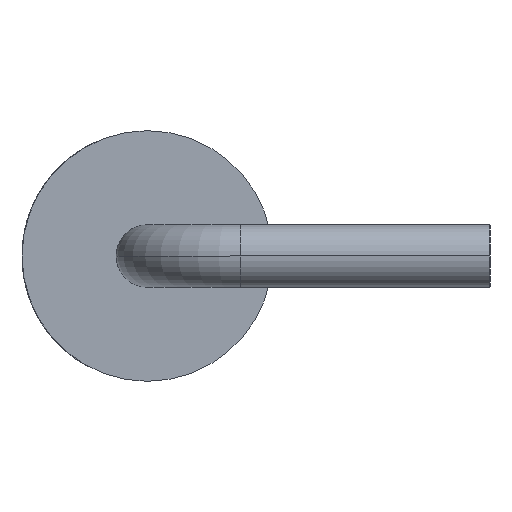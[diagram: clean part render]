
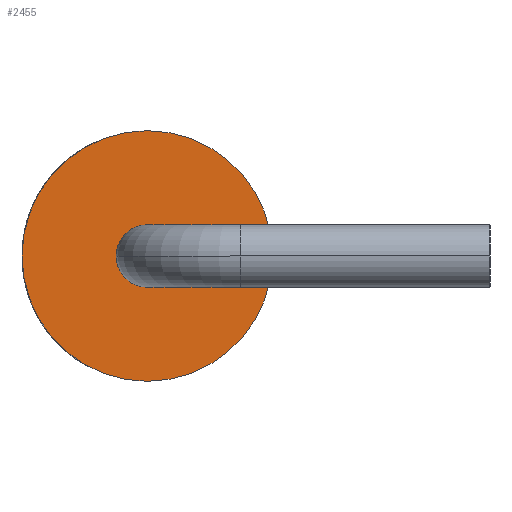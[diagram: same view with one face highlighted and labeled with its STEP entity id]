
A CAD part, left-side view. The second image highlights one B-rep face of the part: STEP entity #2455.
In plain terms, the highlighted planar face has unit normal (-1, 0, 0).
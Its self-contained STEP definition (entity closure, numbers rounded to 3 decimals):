
#151 = FACE_OUTER_BOUND ( 'NONE', #448, .T. ) ;
#211 = AXIS2_PLACEMENT_3D ( 'NONE', #3802, #3781, #4456 ) ;
#264 = CARTESIAN_POINT ( 'NONE',  ( 2.87, 4.65, -2.65 ) ) ;
#379 = CIRCLE ( 'NONE', #3010, 2.65 ) ;
#448 = EDGE_LOOP ( 'NONE', ( #1930, #3540 ) ) ;
#570 = VERTEX_POINT ( 'NONE', #3980 ) ;
#657 = AXIS2_PLACEMENT_3D ( 'NONE', #4237, #1861, #1059 ) ;
#831 = FACE_BOUND ( 'NONE', #2147, .T. ) ;
#859 = AXIS2_PLACEMENT_3D ( 'NONE', #3396, #3078, #868 ) ;
#868 = DIRECTION ( 'NONE',  ( 0., 0., -1. ) ) ;
#881 = CIRCLE ( 'NONE', #657, 2.65 ) ;
#957 = VERTEX_POINT ( 'NONE', #4015 ) ;
#1032 = ORIENTED_EDGE ( 'NONE', *, *, #3793, .F. ) ;
#1059 = DIRECTION ( 'NONE',  ( 0., 0., -1. ) ) ;
#1436 = CARTESIAN_POINT ( 'NONE',  ( 2.87, 4.65, 0. ) ) ;
#1598 = DIRECTION ( 'NONE',  ( 1., 0., 0. ) ) ;
#1756 = VERTEX_POINT ( 'NONE', #264 ) ;
#1861 = DIRECTION ( 'NONE',  ( 1., 0., 0. ) ) ;
#1930 = ORIENTED_EDGE ( 'NONE', *, *, #3922, .F. ) ;
#1967 = PLANE ( 'NONE',  #859 ) ;
#2000 = ORIENTED_EDGE ( 'NONE', *, *, #3233, .F. ) ;
#2147 = EDGE_LOOP ( 'NONE', ( #1032, #2000 ) ) ;
#2455 = ADVANCED_FACE ( 'NONE', ( #831, #151 ), #1967, .F. ) ;
#2498 = DIRECTION ( 'NONE',  ( 0., 0., -1. ) ) ;
#2561 = CARTESIAN_POINT ( 'NONE',  ( 2.87, 5.31, 0. ) ) ;
#2579 = CIRCLE ( 'NONE', #2872, 0.66 ) ;
#2869 = DIRECTION ( 'NONE',  ( -1., 0., 0. ) ) ;
#2872 = AXIS2_PLACEMENT_3D ( 'NONE', #1436, #2869, #2498 ) ;
#3010 = AXIS2_PLACEMENT_3D ( 'NONE', #3356, #1598, #4064 ) ;
#3023 = EDGE_CURVE ( 'NONE', #1756, #570, #881, .T. ) ;
#3078 = DIRECTION ( 'NONE',  ( 1., 0., 0. ) ) ;
#3233 = EDGE_CURVE ( 'NONE', #3341, #957, #3774, .T. ) ;
#3341 = VERTEX_POINT ( 'NONE', #2561 ) ;
#3356 = CARTESIAN_POINT ( 'NONE',  ( 2.87, 4.65, 0. ) ) ;
#3396 = CARTESIAN_POINT ( 'NONE',  ( 2.87, 4.65, 0. ) ) ;
#3540 = ORIENTED_EDGE ( 'NONE', *, *, #3023, .F. ) ;
#3774 = CIRCLE ( 'NONE', #211, 0.66 ) ;
#3781 = DIRECTION ( 'NONE',  ( -1., 0., 0. ) ) ;
#3793 = EDGE_CURVE ( 'NONE', #957, #3341, #2579, .T. ) ;
#3802 = CARTESIAN_POINT ( 'NONE',  ( 2.87, 4.65, 0. ) ) ;
#3922 = EDGE_CURVE ( 'NONE', #570, #1756, #379, .T. ) ;
#3980 = CARTESIAN_POINT ( 'NONE',  ( 2.87, 4.65, 2.65 ) ) ;
#4015 = CARTESIAN_POINT ( 'NONE',  ( 2.87, 3.99, 0. ) ) ;
#4064 = DIRECTION ( 'NONE',  ( 0., 0., -1. ) ) ;
#4237 = CARTESIAN_POINT ( 'NONE',  ( 2.87, 4.65, 0. ) ) ;
#4456 = DIRECTION ( 'NONE',  ( 0., 0., -1. ) ) ;
